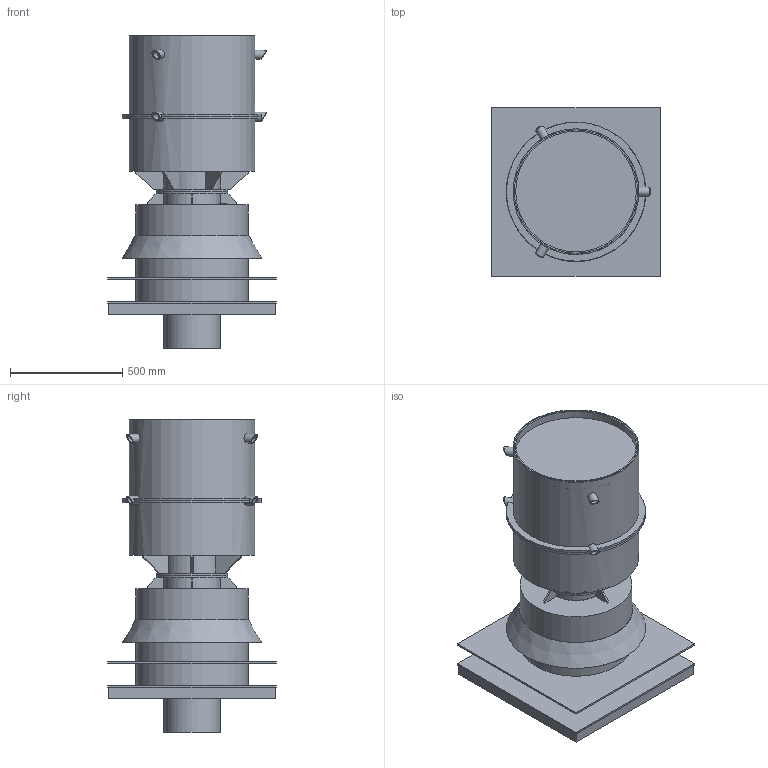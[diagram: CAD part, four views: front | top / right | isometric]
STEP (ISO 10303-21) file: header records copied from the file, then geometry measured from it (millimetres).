
FILE_DESCRIPTION(/* description */ ('VRV200_SDS'),/* implementation_level */ '2;1');
FILE_NAME(/* name */ 'VRV200_SDS_model.stp',/* time_stamp */ '2021-07-22T15:56:37+02:00',/* author */ ('Rissler'),/* organization */ ('Mietzsch GmbH Lufttechnik Dresden'),/* preprocessor_version */ 'ST-DEVELOPER v18.1',/* originating_system */ 'Autodesk Inventor 2020',/* authorisation */ '');
FILE_SCHEMA (('AUTOMOTIVE_DESIGN { 1 0 10303 214 3 1 1 }'));
Length unit declared in the file: millimetre
Products named in the file (1): VRV_iL_CSV
Bounding box: 750 x 750 x 1395 mm (x, y, z)
Volume: 84608922.8 mm3; surface area: 8629476.7 mm2
Topology: 18 solids, 18 shells, 238 faces, 594 edges, 388 vertices
Faces by surface type: plane 143, cylinder 91, cone 4
Full cylindrical faces by diameter (mm): 7 x24, 29 x1, 30 x9, 32 x2, 40 x9, 242 x1, 244 x2, 250 x6, 320 x2, 500 x3, 538 x1, 550 x2, 560 x1
Entity records: 8079 total; most frequent: CARTESIAN_POINT 2022, DIRECTION 1227, ORIENTED_EDGE 1198, EDGE_CURVE 599, AXIS2_PLACEMENT_3D 441, VERTEX_POINT 388, LINE 345, VECTOR 345
